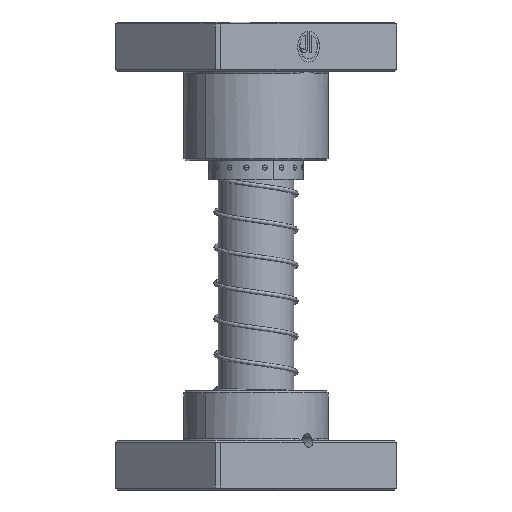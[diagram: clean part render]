
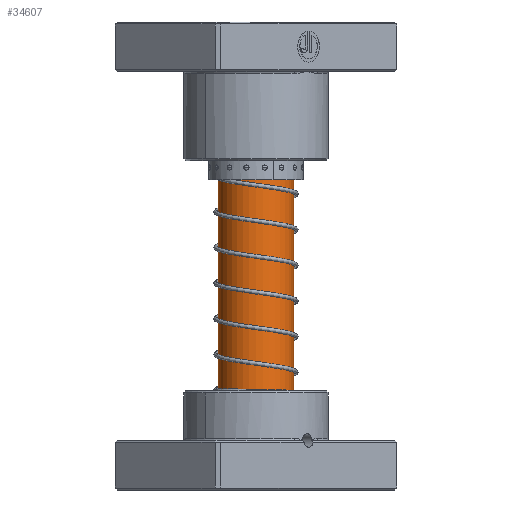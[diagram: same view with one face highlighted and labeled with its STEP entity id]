
A CAD part, front view. The second image highlights one B-rep face of the part: STEP entity #34607.
In plain terms, the highlighted cylindrical face has radius 19 mm (diameter 38 mm), a partial arc.
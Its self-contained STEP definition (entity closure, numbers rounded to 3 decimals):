
#827 = CARTESIAN_POINT ( 'NONE',  ( 19., 0., 29. ) ) ;
#840 = EDGE_CURVE ( 'NONE', #8837, #38140, #16995, .T. ) ;
#901 = ORIENTED_EDGE ( 'NONE', *, *, #12230, .F. ) ;
#1456 = EDGE_CURVE ( 'NONE', #8837, #23346, #22497, .T. ) ;
#4027 = CARTESIAN_POINT ( 'NONE',  ( 0., 0., 197. ) ) ;
#4170 = DIRECTION ( 'NONE',  ( 1., 0., 0. ) ) ;
#5860 = CARTESIAN_POINT ( 'NONE',  ( -19., 0., 29. ) ) ;
#8837 = VERTEX_POINT ( 'NONE', #30371 ) ;
#8958 = CARTESIAN_POINT ( 'NONE',  ( 0., 0., 200. ) ) ;
#11652 = AXIS2_PLACEMENT_3D ( 'NONE', #8958, #12856, #44374 ) ;
#12230 = EDGE_CURVE ( 'NONE', #38140, #33013, #39956, .T. ) ;
#12847 = EDGE_LOOP ( 'NONE', ( #37763, #40249, #25545, #901 ) ) ;
#12856 = DIRECTION ( 'NONE',  ( 0., 0., -1. ) ) ;
#16448 = CYLINDRICAL_SURFACE ( 'NONE', #11652, 19. ) ;
#16995 = LINE ( 'NONE', #27856, #25315 ) ;
#17533 = CARTESIAN_POINT ( 'NONE',  ( -19., 0., 197. ) ) ;
#17707 = CARTESIAN_POINT ( 'NONE',  ( 0., 0., 29. ) ) ;
#21258 = DIRECTION ( 'NONE',  ( -1., 0., 0. ) ) ;
#22497 = CIRCLE ( 'NONE', #43024, 19. ) ;
#23346 = VERTEX_POINT ( 'NONE', #17533 ) ;
#24126 = LINE ( 'NONE', #24606, #41800 ) ;
#24606 = CARTESIAN_POINT ( 'NONE',  ( -19., 0., 200. ) ) ;
#25315 = VECTOR ( 'NONE', #26459, 1000. ) ;
#25545 = ORIENTED_EDGE ( 'NONE', *, *, #40674, .T. ) ;
#26459 = DIRECTION ( 'NONE',  ( 0., 0., -1. ) ) ;
#27015 = FACE_OUTER_BOUND ( 'NONE', #12847, .T. ) ;
#27856 = CARTESIAN_POINT ( 'NONE',  ( 19., 0., 200. ) ) ;
#28184 = DIRECTION ( 'NONE',  ( 0., 0., -1. ) ) ;
#30371 = CARTESIAN_POINT ( 'NONE',  ( 19., 0., 197. ) ) ;
#33013 = VERTEX_POINT ( 'NONE', #5860 ) ;
#34607 = ADVANCED_FACE ( 'NONE', ( #27015 ), #16448, .T. ) ;
#35671 = DIRECTION ( 'NONE',  ( 0., 0., -1. ) ) ;
#37763 = ORIENTED_EDGE ( 'NONE', *, *, #840, .F. ) ;
#38140 = VERTEX_POINT ( 'NONE', #827 ) ;
#39093 = AXIS2_PLACEMENT_3D ( 'NONE', #17707, #42420, #21258 ) ;
#39956 = CIRCLE ( 'NONE', #39093, 19. ) ;
#40249 = ORIENTED_EDGE ( 'NONE', *, *, #1456, .T. ) ;
#40674 = EDGE_CURVE ( 'NONE', #23346, #33013, #24126, .T. ) ;
#41800 = VECTOR ( 'NONE', #28184, 1000. ) ;
#42420 = DIRECTION ( 'NONE',  ( 0., 0., -1. ) ) ;
#43024 = AXIS2_PLACEMENT_3D ( 'NONE', #4027, #35671, #4170 ) ;
#44374 = DIRECTION ( 'NONE',  ( -1., 0., 0. ) ) ;
